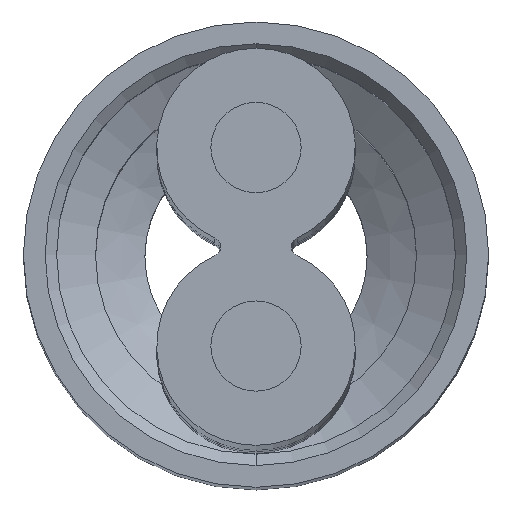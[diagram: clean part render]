
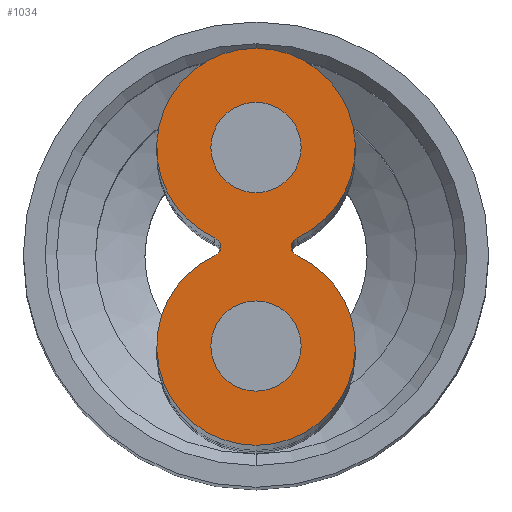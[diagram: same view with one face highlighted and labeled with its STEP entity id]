
A CAD part, top view. The second image highlights one B-rep face of the part: STEP entity #1034.
In plain terms, the highlighted face is planar.
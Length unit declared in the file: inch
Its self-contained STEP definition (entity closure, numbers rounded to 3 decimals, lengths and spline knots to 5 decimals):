
#595=CARTESIAN_POINT('',(-50.,-1.1,0.));
#596=DIRECTION('',(-1.,0.,0.));
#597=DIRECTION('',(0.,0.91,-0.414));
#598=AXIS2_PLACEMENT_3D('',#595,#596,#597);
#600=CARTESIAN_POINT('',(-50.,0.,-0.5));
#601=DIRECTION('',(1.,0.,0.));
#602=DIRECTION('',(0.,0.91,0.414));
#603=AXIS2_PLACEMENT_3D('',#600,#601,#602);
#605=CARTESIAN_POINT('',(-50.,1.1,0.));
#606=DIRECTION('',(-1.,0.,0.));
#607=DIRECTION('',(0.,-0.91,0.414));
#608=AXIS2_PLACEMENT_3D('',#605,#606,#607);
#610=CARTESIAN_POINT('',(-50.,0.,0.5));
#611=DIRECTION('',(1.,0.,0.));
#612=DIRECTION('',(0.,-0.91,-0.414));
#613=AXIS2_PLACEMENT_3D('',#610,#611,#612);
#615=CARTESIAN_POINT('',(-50.,1.1,0.));
#616=DIRECTION('',(1.,0.,0.));
#617=DIRECTION('',(0.,0.,-1.));
#618=AXIS2_PLACEMENT_3D('',#615,#616,#617);
#620=CARTESIAN_POINT('',(-50.,1.1,0.));
#621=DIRECTION('',(1.,0.,0.));
#622=DIRECTION('',(0.,0.,1.));
#623=AXIS2_PLACEMENT_3D('',#620,#621,#622);
#625=CARTESIAN_POINT('',(-50.,-1.1,0.));
#626=DIRECTION('',(1.,0.,0.));
#627=DIRECTION('',(0.,0.,-1.));
#628=AXIS2_PLACEMENT_3D('',#625,#626,#627);
#630=CARTESIAN_POINT('',(-50.,-1.1,0.));
#631=DIRECTION('',(1.,0.,0.));
#632=DIRECTION('',(0.,0.,1.));
#633=AXIS2_PLACEMENT_3D('',#630,#631,#632);
#675=CARTESIAN_POINT('',(-50.,-0.0986,-0.45518));
#676=CARTESIAN_POINT('',(-50.,-0.0986,0.45518));
#677=VERTEX_POINT('',#675);
#678=VERTEX_POINT('',#676);
#679=CARTESIAN_POINT('',(-50.,0.0986,0.45518));
#680=VERTEX_POINT('',#679);
#681=CARTESIAN_POINT('',(-50.,0.0986,-0.45518));
#682=VERTEX_POINT('',#681);
#691=CARTESIAN_POINT('',(-50.,1.1,-0.5));
#692=CARTESIAN_POINT('',(-50.,1.1,0.5));
#693=VERTEX_POINT('',#691);
#694=VERTEX_POINT('',#692);
#695=CARTESIAN_POINT('',(-50.,-1.1,-0.5));
#696=CARTESIAN_POINT('',(-50.,-1.1,0.5));
#697=VERTEX_POINT('',#695);
#698=VERTEX_POINT('',#696);
#1011=CARTESIAN_POINT('',(-50.,0.,0.));
#1012=DIRECTION('',(-1.,0.,0.));
#1013=DIRECTION('',(0.,-1.,0.));
#1014=AXIS2_PLACEMENT_3D('',#1011,#1012,#1013);
#1015=PLANE('',#1014);
#1016=ORIENTED_EDGE('',*,*,#992,.F.);
#1017=ORIENTED_EDGE('',*,*,#1005,.F.);
#1018=ORIENTED_EDGE('',*,*,#963,.F.);
#1019=ORIENTED_EDGE('',*,*,#978,.F.);
#1020=EDGE_LOOP('',(#1016,#1017,#1018,#1019));
#1021=FACE_OUTER_BOUND('',#1020,.F.);
#1023=ORIENTED_EDGE('',*,*,#1022,.F.);
#1025=ORIENTED_EDGE('',*,*,#1024,.F.);
#1026=EDGE_LOOP('',(#1023,#1025));
#1027=FACE_BOUND('',#1026,.F.);
#1029=ORIENTED_EDGE('',*,*,#1028,.F.);
#1031=ORIENTED_EDGE('',*,*,#1030,.F.);
#1032=EDGE_LOOP('',(#1029,#1031));
#1033=FACE_BOUND('',#1032,.F.);
#1034=ADVANCED_FACE('',(#1021,#1027,#1033),#1015,.T.);
#599=CIRCLE('',#598,1.1);
#604=CIRCLE('',#603,0.1083);
#609=CIRCLE('',#608,1.1);
#614=CIRCLE('',#613,0.1083);
#619=CIRCLE('',#618,0.5);
#624=CIRCLE('',#623,0.5);
#629=CIRCLE('',#628,0.5);
#634=CIRCLE('',#633,0.5);
#963=EDGE_CURVE('',#680,#682,#609,.T.);
#978=EDGE_CURVE('',#678,#680,#614,.T.);
#992=EDGE_CURVE('',#677,#678,#599,.T.);
#1005=EDGE_CURVE('',#682,#677,#604,.T.);
#1022=EDGE_CURVE('',#693,#694,#619,.T.);
#1024=EDGE_CURVE('',#694,#693,#624,.T.);
#1028=EDGE_CURVE('',#697,#698,#629,.T.);
#1030=EDGE_CURVE('',#698,#697,#634,.T.);
